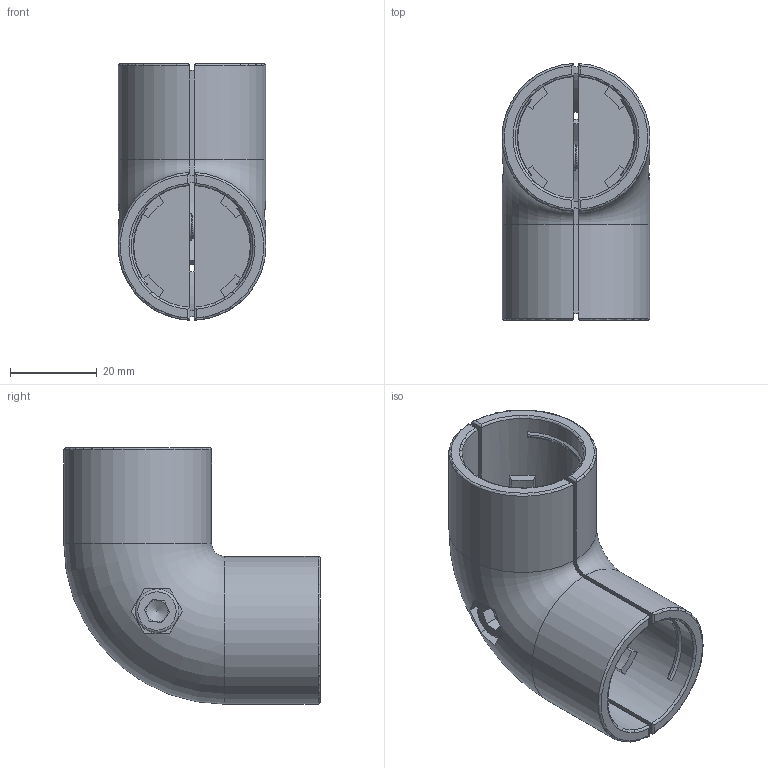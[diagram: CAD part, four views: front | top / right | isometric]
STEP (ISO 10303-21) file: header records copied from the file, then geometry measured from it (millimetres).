
FILE_DESCRIPTION(/* description */ (''),/* implementation_level */ '2;1');
FILE_NAME(/* name */ '350008.stp',/* time_stamp */ '2019-04-13T12:06:31+02:00',/* author */ ('Swarna'),/* organization */ ('Alutec K&K'),/* preprocessor_version */ 'ST-DEVELOPER v17',/* originating_system */ 'Autodesk Inventor 2018',/* authorisation */ '');
FILE_SCHEMA (('AUTOMOTIVE_DESIGN { 1 0 10303 214 3 1 1 }'));
Length unit declared in the file: millimetre
Products named in the file (1): 350008
Bounding box: 34 x 58.99 x 58.99 mm (x, y, z)
Volume: 34392.5 mm3; surface area: 22923.4 mm2
Topology: 4 solids, 4 shells, 318 faces, 816 edges, 529 vertices
Faces by surface type: plane 157, cone 66, cylinder 51, torus 44
Full cylindrical faces by diameter (mm): 5 x1, 6 x2, 6.5 x2, 10 x2
Entity records: 10141 total; most frequent: CARTESIAN_POINT 2241, DIRECTION 1683, ORIENTED_EDGE 1630, EDGE_CURVE 815, AXIS2_PLACEMENT_3D 627, VERTEX_POINT 529, LINE 429, VECTOR 429
